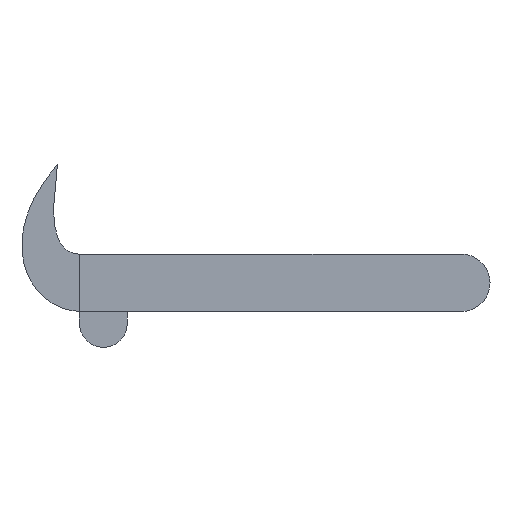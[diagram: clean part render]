
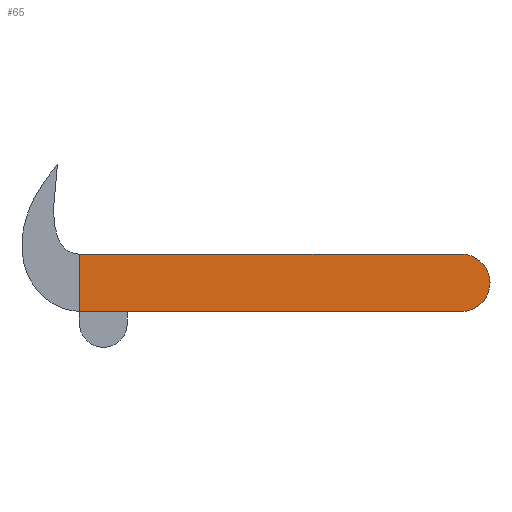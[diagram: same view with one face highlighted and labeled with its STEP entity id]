
A CAD part, front view. The second image highlights one B-rep face of the part: STEP entity #65.
In plain terms, the highlighted planar face has unit normal (0, -1, 0).
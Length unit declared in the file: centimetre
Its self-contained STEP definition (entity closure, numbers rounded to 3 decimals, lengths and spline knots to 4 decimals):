
#65 = ADVANCED_FACE ( 'NONE', ( #534 ), #1308, .T. ) ;
#78 = CARTESIAN_POINT ( 'NONE',  ( -16., -1.5, 1.2 ) ) ;
#168 = VECTOR ( 'NONE', #884, 100. ) ;
#199 = DIRECTION ( 'NONE',  ( 0., -1., 0. ) ) ;
#241 = DIRECTION ( 'NONE',  ( -1., 0., 0. ) ) ;
#370 = CARTESIAN_POINT ( 'NONE',  ( 0., -1.5, 0. ) ) ;
#371 = CARTESIAN_POINT ( 'NONE',  ( 0., -1.5, 0. ) ) ;
#380 = LINE ( 'NONE', #985, #2374 ) ;
#401 = EDGE_CURVE ( 'NONE', #745, #1330, #925, .T. ) ;
#414 = ORIENTED_EDGE ( 'NONE', *, *, #401, .T. ) ;
#447 = DIRECTION ( 'NONE',  ( 0., 0., -1. ) ) ;
#534 = FACE_OUTER_BOUND ( 'NONE', #1874, .T. ) ;
#535 = EDGE_CURVE ( 'NONE', #1713, #1540, #1613, .T. ) ;
#562 = DIRECTION ( 'NONE',  ( 0., 0., -1. ) ) ;
#727 = ORIENTED_EDGE ( 'NONE', *, *, #1850, .T. ) ;
#745 = VERTEX_POINT ( 'NONE', #1842 ) ;
#768 = DIRECTION ( 'NONE',  ( 0., -1., 0. ) ) ;
#884 = DIRECTION ( 'NONE',  ( 1., 0., 0. ) ) ;
#925 = CIRCLE ( 'NONE', #2398, 1.2 ) ;
#985 = CARTESIAN_POINT ( 'NONE',  ( 0., -1.5, 1.2 ) ) ;
#1004 = AXIS2_PLACEMENT_3D ( 'NONE', #371, #768, #562 ) ;
#1068 = EDGE_CURVE ( 'NONE', #1330, #1713, #380, .T. ) ;
#1072 = VECTOR ( 'NONE', #447, 100. ) ;
#1257 = ORIENTED_EDGE ( 'NONE', *, *, #535, .T. ) ;
#1291 = LINE ( 'NONE', #1995, #168 ) ;
#1308 = PLANE ( 'NONE',  #1004 ) ;
#1323 = CARTESIAN_POINT ( 'NONE',  ( -16., -1.5, -1.2 ) ) ;
#1330 = VERTEX_POINT ( 'NONE', #1839 ) ;
#1540 = VERTEX_POINT ( 'NONE', #1323 ) ;
#1613 = LINE ( 'NONE', #78, #1072 ) ;
#1713 = VERTEX_POINT ( 'NONE', #2332 ) ;
#1839 = CARTESIAN_POINT ( 'NONE',  ( 0., -1.5, 1.2 ) ) ;
#1842 = CARTESIAN_POINT ( 'NONE',  ( 0., -1.5, -1.2 ) ) ;
#1850 = EDGE_CURVE ( 'NONE', #1540, #745, #1291, .T. ) ;
#1874 = EDGE_LOOP ( 'NONE', ( #2291, #1257, #727, #414 ) ) ;
#1995 = CARTESIAN_POINT ( 'NONE',  ( -16., -1.5, -1.2 ) ) ;
#2255 = DIRECTION ( 'NONE',  ( 0., 0., -1. ) ) ;
#2291 = ORIENTED_EDGE ( 'NONE', *, *, #1068, .T. ) ;
#2332 = CARTESIAN_POINT ( 'NONE',  ( -16., -1.5, 1.2 ) ) ;
#2374 = VECTOR ( 'NONE', #241, 100. ) ;
#2398 = AXIS2_PLACEMENT_3D ( 'NONE', #370, #199, #2255 ) ;
